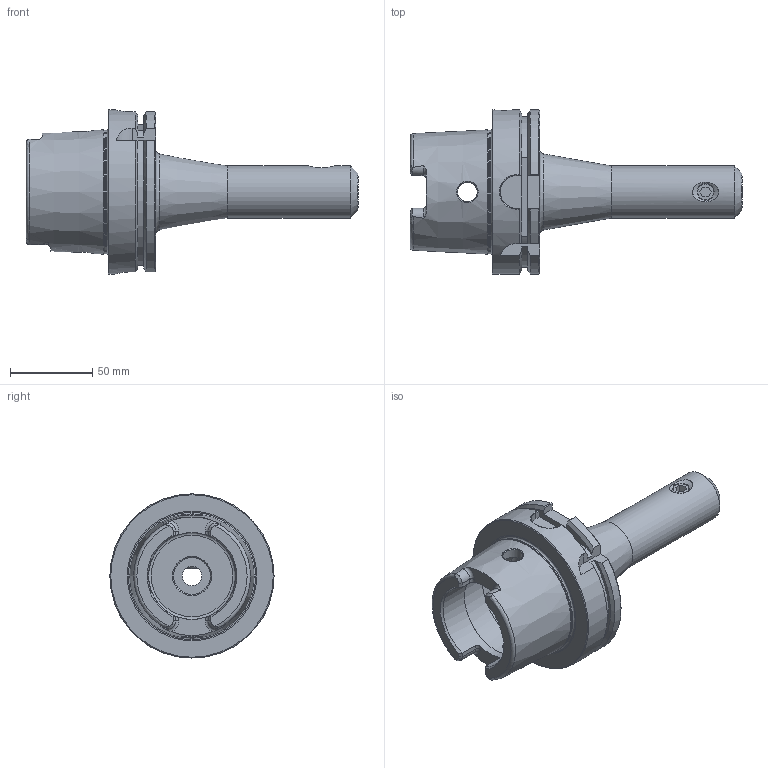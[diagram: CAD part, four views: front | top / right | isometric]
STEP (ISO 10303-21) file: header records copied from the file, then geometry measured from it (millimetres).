
FILE_DESCRIPTION((''),'2;1');
FILE_NAME('H100-50EM600.stp','2014-08-19T16:19:07',('kaykin'),(''),'Autodesk Inventor 2012','Autodesk Inventor 2012','');
FILE_SCHEMA(('AUTOMOTIVE_DESIGN { 1 0 10303 214 1 1 1 1 }'));
Length unit declared in the file: inch
Products named in the file (3): H100-50EM600; 029-917
Assembly tree (2 placements, depth 2):
  H100-50EM600
    H100-50EM600
    029-917
Bounding box: 202.4 x 100 x 100 mm (x, y, z)
Volume: 354602.3 mm3; surface area: 67623.6 mm2
Topology: 2 solids, 2 shells, 141 faces, 356 edges, 224 vertices
Faces by surface type: plane 53, cylinder 36, cone 28, torus 13, bspline 11
Full cylindrical faces by diameter (mm): 9.728 x1, 10 x1, 11.113 x1, 12 x3, 12.7 x1, 13.462 x1, 22.377 x1, 25.016 x1, 31.75 x1, 53 x2, 63 x1, 75.364 x1, 100 x1
Entity records: 5025 total; most frequent: CARTESIAN_POINT 1804, ORIENTED_EDGE 614, DIRECTION 591, EDGE_CURVE 307, AXIS2_PLACEMENT_3D 242, VERTEX_POINT 212, EDGE_LOOP 191, FACE_OUTER_BOUND 141
